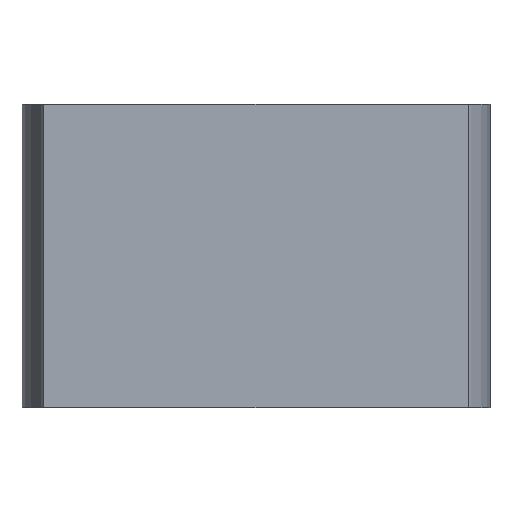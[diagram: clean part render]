
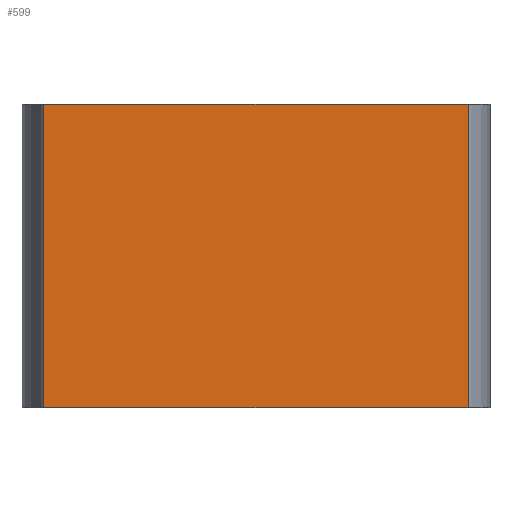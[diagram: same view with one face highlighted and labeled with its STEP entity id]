
A CAD part, front view. The second image highlights one B-rep face of the part: STEP entity #599.
In plain terms, the highlighted planar face has unit normal (0, -1, 0).
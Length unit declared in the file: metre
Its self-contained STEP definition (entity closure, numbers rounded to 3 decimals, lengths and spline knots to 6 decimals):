
#58=ORIENTED_EDGE('',*,*,#229,.F.);
#59=ORIENTED_EDGE('',*,*,#230,.T.);
#60=ORIENTED_EDGE('',*,*,#231,.F.);
#61=ORIENTED_EDGE('',*,*,#232,.F.);
#229=EDGE_CURVE('',#314,#315,#373,.T.);
#230=EDGE_CURVE('',#314,#316,#374,.T.);
#231=EDGE_CURVE('',#317,#316,#375,.T.);
#232=EDGE_CURVE('',#315,#317,#376,.T.);
#314=VERTEX_POINT('',#888);
#315=VERTEX_POINT('',#889);
#316=VERTEX_POINT('',#891);
#317=VERTEX_POINT('',#893);
#373=LINE('',#887,#439);
#374=LINE('',#890,#440);
#375=LINE('',#892,#441);
#376=LINE('',#894,#442);
#439=VECTOR('',#711,1.);
#440=VECTOR('',#712,1.);
#441=VECTOR('',#713,1.);
#442=VECTOR('',#714,1.);
#500=EDGE_LOOP('',(#58,#59,#60,#61));
#538=FACE_BOUND('',#500,.T.);
#576=PLANE('',#645);
#599=ADVANCED_FACE('',(#538),#576,.T.);
#645=AXIS2_PLACEMENT_3D('',#886,#709,#710);
#709=DIRECTION('',(0.,-1.,0.));
#710=DIRECTION('',(1.,0.,0.));
#711=DIRECTION('',(-1.,0.,0.));
#712=DIRECTION('',(0.,0.,1.));
#713=DIRECTION('',(1.,0.,0.));
#714=DIRECTION('',(0.,0.,1.));
#886=CARTESIAN_POINT('',(-0.014,-0.03,0.));
#887=CARTESIAN_POINT('',(0.014,-0.03,0.));
#888=CARTESIAN_POINT('',(0.014,-0.03,0.));
#889=CARTESIAN_POINT('',(-0.014,-0.03,0.));
#890=CARTESIAN_POINT('',(0.014,-0.03,0.));
#891=CARTESIAN_POINT('',(0.014,-0.03,0.02));
#892=CARTESIAN_POINT('',(0.014,-0.03,0.02));
#893=CARTESIAN_POINT('',(-0.014,-0.03,0.02));
#894=CARTESIAN_POINT('',(-0.014,-0.03,0.));
